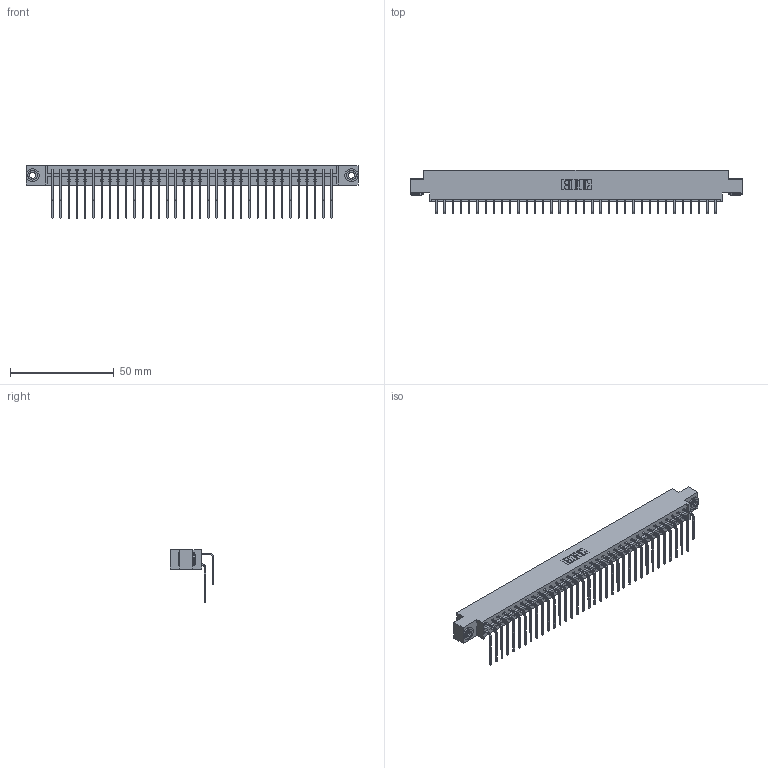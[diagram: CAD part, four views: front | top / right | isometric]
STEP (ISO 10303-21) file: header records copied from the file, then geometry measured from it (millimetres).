
FILE_DESCRIPTION (( 'STEP AP203' ), '1' );
FILE_NAME ('833-070-559-803.STEP', '2020-06-05T13:18:33', ( '' ), ( '' ), 'SwSTEP 2.0', 'SolidWorks 2020', '' );
FILE_SCHEMA (( 'CONFIG_CONTROL_DESIGN' ));
Length unit declared in the file: inch
Products named in the file (5): 345-292-001_558 559 Tail - 1; 345-250-002_345-250-002-102; 833-070-559-803; 345-292-001_559 Tail - 2; 833 Part_Offset - .156 Dia - TH
Assembly tree (73 placements, depth 2):
  833-070-559-803
    833 Part_Offset - .156 Dia - TH
    345-292-001_558 559 Tail - 1  x35
    345-292-001_559 Tail - 2  x35
    345-250-002_345-250-002-102  x2
Bounding box: 160.22 x 20.9 x 25.53 mm (x, y, z)
Volume: 16487.8 mm3; surface area: 21870.6 mm2
Topology: 73 solids, 73 shells, 3936 faces, 11669 edges, 7682 vertices
Faces by surface type: plane 2744, cylinder 1184, cone 8
Entity records: 25988 total; most frequent: CARTESIAN_POINT 4344, ORIENTED_EDGE 4222, DIRECTION 3737, EDGE_CURVE 2111, LINE 1919, VECTOR 1919, VERTEX_POINT 1402, AXIS2_PLACEMENT_3D 909
